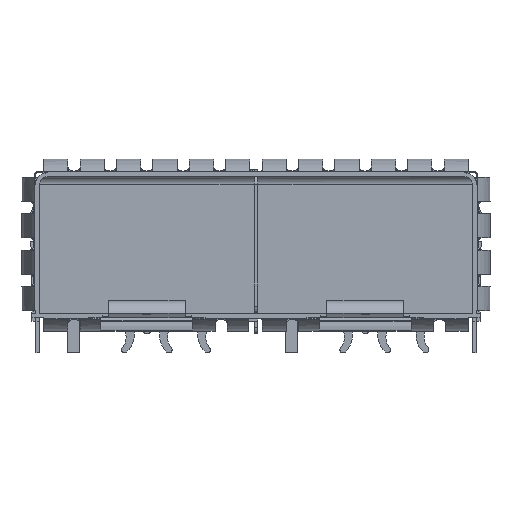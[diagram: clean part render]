
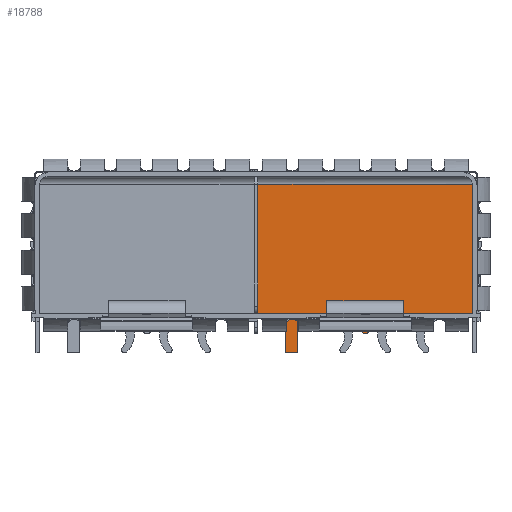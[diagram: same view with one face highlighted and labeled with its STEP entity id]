
A CAD part, left-side view. The second image highlights one B-rep face of the part: STEP entity #18788.
In plain terms, the highlighted planar face has unit normal (-1, 0, 0).
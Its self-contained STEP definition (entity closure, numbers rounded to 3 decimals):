
#1125=FACE_OUTER_BOUND('',#2070,.T.);
#2070=EDGE_LOOP('',(#14866,#14867,#14868,#14869,#14870,#14871,#14872,#14873,
#14874,#14875,#14876,#14877,#14878,#14879,#14880,#14881));
#2930=CIRCLE('',#20047,0.275);
#3619=LINE('',#29442,#5612);
#3622=LINE('',#29449,#5615);
#3671=LINE('',#29546,#5664);
#4444=LINE('',#31625,#6437);
#4460=LINE('',#31664,#6453);
#4520=LINE('',#31802,#6513);
#4521=LINE('',#31804,#6514);
#4522=LINE('',#31806,#6515);
#4523=LINE('',#31808,#6516);
#4524=LINE('',#31810,#6517);
#4525=LINE('',#31812,#6518);
#4526=LINE('',#31813,#6519);
#4527=LINE('',#31815,#6520);
#4528=LINE('',#31818,#6521);
#4529=LINE('',#31819,#6522);
#5612=VECTOR('',#21757,3.55);
#5615=VECTOR('',#21762,6.72);
#5664=VECTOR('',#21837,1.23);
#6437=VECTOR('',#23478,14.);
#6453=VECTOR('',#23510,8.45);
#6513=VECTOR('',#23640,0.5);
#6514=VECTOR('',#23641,0.58);
#6515=VECTOR('',#23642,2.05);
#6516=VECTOR('',#23643,0.79);
#6517=VECTOR('',#23644,2.05);
#6518=VECTOR('',#23645,0.58);
#6519=VECTOR('',#23646,0.5);
#6520=VECTOR('',#23647,1.025);
#6521=VECTOR('',#23650,1.025);
#6522=VECTOR('',#23651,8.45);
#7673=VERTEX_POINT('',#29438);
#7674=VERTEX_POINT('',#29440);
#7676=VERTEX_POINT('',#29446);
#7677=VERTEX_POINT('',#29448);
#7711=VERTEX_POINT('',#29543);
#7712=VERTEX_POINT('',#29545);
#8413=VERTEX_POINT('',#31621);
#8415=VERTEX_POINT('',#31624);
#8473=VERTEX_POINT('',#31801);
#8474=VERTEX_POINT('',#31803);
#8475=VERTEX_POINT('',#31805);
#8476=VERTEX_POINT('',#31807);
#8477=VERTEX_POINT('',#31809);
#8478=VERTEX_POINT('',#31811);
#8479=VERTEX_POINT('',#31814);
#8480=VERTEX_POINT('',#31816);
#9715=EDGE_CURVE('',#7673,#7674,#3619,.T.);
#9718=EDGE_CURVE('',#7677,#7676,#3622,.T.);
#9767=EDGE_CURVE('',#7712,#7711,#3671,.T.);
#10750=EDGE_CURVE('',#8413,#8415,#4444,.T.);
#10770=EDGE_CURVE('',#8413,#7712,#4460,.T.);
#10840=EDGE_CURVE('',#8473,#7711,#4520,.T.);
#10841=EDGE_CURVE('',#8474,#8473,#4521,.T.);
#10842=EDGE_CURVE('',#8475,#8474,#4522,.T.);
#10843=EDGE_CURVE('',#8476,#8475,#4523,.T.);
#10844=EDGE_CURVE('',#8477,#8476,#4524,.T.);
#10845=EDGE_CURVE('',#8478,#8477,#4525,.T.);
#10846=EDGE_CURVE('',#7673,#8478,#4526,.T.);
#10847=EDGE_CURVE('',#8479,#7674,#4527,.T.);
#10848=EDGE_CURVE('',#8480,#8479,#2930,.T.);
#10849=EDGE_CURVE('',#7677,#8480,#4528,.T.);
#10850=EDGE_CURVE('',#7676,#8415,#4529,.T.);
#14866=ORIENTED_EDGE('',*,*,#10770,.T.);
#14867=ORIENTED_EDGE('',*,*,#9767,.T.);
#14868=ORIENTED_EDGE('',*,*,#10840,.F.);
#14869=ORIENTED_EDGE('',*,*,#10841,.F.);
#14870=ORIENTED_EDGE('',*,*,#10842,.F.);
#14871=ORIENTED_EDGE('',*,*,#10843,.F.);
#14872=ORIENTED_EDGE('',*,*,#10844,.F.);
#14873=ORIENTED_EDGE('',*,*,#10845,.F.);
#14874=ORIENTED_EDGE('',*,*,#10846,.F.);
#14875=ORIENTED_EDGE('',*,*,#9715,.T.);
#14876=ORIENTED_EDGE('',*,*,#10847,.F.);
#14877=ORIENTED_EDGE('',*,*,#10848,.F.);
#14878=ORIENTED_EDGE('',*,*,#10849,.F.);
#14879=ORIENTED_EDGE('',*,*,#9718,.T.);
#14880=ORIENTED_EDGE('',*,*,#10850,.T.);
#14881=ORIENTED_EDGE('',*,*,#10750,.F.);
#18124=PLANE('',#20046);
#18788=ADVANCED_FACE('',(#1125),#18124,.T.);
#20046=AXIS2_PLACEMENT_3D('',#31800,#23638,#23639);
#20047=AXIS2_PLACEMENT_3D('',#31817,#23648,#23649);
#21757=DIRECTION('',(0.,-1.,0.));
#21762=DIRECTION('',(0.,-1.,0.));
#21837=DIRECTION('',(0.,-1.,0.));
#23478=DIRECTION('',(0.,-1.,0.));
#23510=DIRECTION('',(0.,0.,-1.));
#23638=DIRECTION('center_axis',(-1.,0.,0.));
#23639=DIRECTION('ref_axis',(0.,-1.,0.));
#23640=DIRECTION('',(0.,0.,1.));
#23641=DIRECTION('',(0.,1.,0.));
#23642=DIRECTION('',(0.,0.,1.));
#23643=DIRECTION('',(0.,1.,0.));
#23644=DIRECTION('',(0.,0.,-1.));
#23645=DIRECTION('',(0.,1.,0.));
#23646=DIRECTION('',(0.,0.,-1.));
#23647=DIRECTION('',(0.,0.,1.));
#23648=DIRECTION('center_axis',(1.,0.,0.));
#23649=DIRECTION('ref_axis',(0.,-1.,0.));
#23650=DIRECTION('',(0.,0.,-1.));
#23651=DIRECTION('',(0.,0.,1.));
#29438=CARTESIAN_POINT('',(6.075,-3.305,0.5));
#29440=CARTESIAN_POINT('',(6.075,-6.855,0.5));
#29442=CARTESIAN_POINT('',(6.075,-3.305,0.5));
#29446=CARTESIAN_POINT('',(6.075,-14.125,0.5));
#29448=CARTESIAN_POINT('',(6.075,-7.405,0.5));
#29449=CARTESIAN_POINT('',(6.075,-7.405,0.5));
#29543=CARTESIAN_POINT('',(6.075,-1.355,0.5));
#29545=CARTESIAN_POINT('',(6.075,-0.125,0.5));
#29546=CARTESIAN_POINT('',(6.075,-0.125,0.5));
#31621=CARTESIAN_POINT('',(6.075,-0.125,8.95));
#31624=CARTESIAN_POINT('',(6.075,-14.125,8.95));
#31625=CARTESIAN_POINT('',(6.075,-0.125,8.95));
#31664=CARTESIAN_POINT('',(6.075,-0.125,8.95));
#31800=CARTESIAN_POINT('Origin',(6.075,0.,4.975));
#31801=CARTESIAN_POINT('',(6.075,-1.355,0.));
#31802=CARTESIAN_POINT('',(6.075,-1.355,0.));
#31803=CARTESIAN_POINT('',(6.075,-1.935,0.));
#31804=CARTESIAN_POINT('',(6.075,-1.935,0.));
#31805=CARTESIAN_POINT('',(6.075,-1.935,-2.05));
#31806=CARTESIAN_POINT('',(6.075,-1.935,-2.05));
#31807=CARTESIAN_POINT('',(6.075,-2.725,-2.05));
#31808=CARTESIAN_POINT('',(6.075,-2.725,-2.05));
#31809=CARTESIAN_POINT('',(6.075,-2.725,0.));
#31810=CARTESIAN_POINT('',(6.075,-2.725,0.));
#31811=CARTESIAN_POINT('',(6.075,-3.305,0.));
#31812=CARTESIAN_POINT('',(6.075,-3.305,0.));
#31813=CARTESIAN_POINT('',(6.075,-3.305,0.5));
#31814=CARTESIAN_POINT('',(6.075,-6.855,-0.525));
#31815=CARTESIAN_POINT('',(6.075,-6.855,-0.525));
#31816=CARTESIAN_POINT('',(6.075,-7.405,-0.525));
#31817=CARTESIAN_POINT('Origin',(6.075,-7.13,-0.525));
#31818=CARTESIAN_POINT('',(6.075,-7.405,0.5));
#31819=CARTESIAN_POINT('',(6.075,-14.125,0.5));
